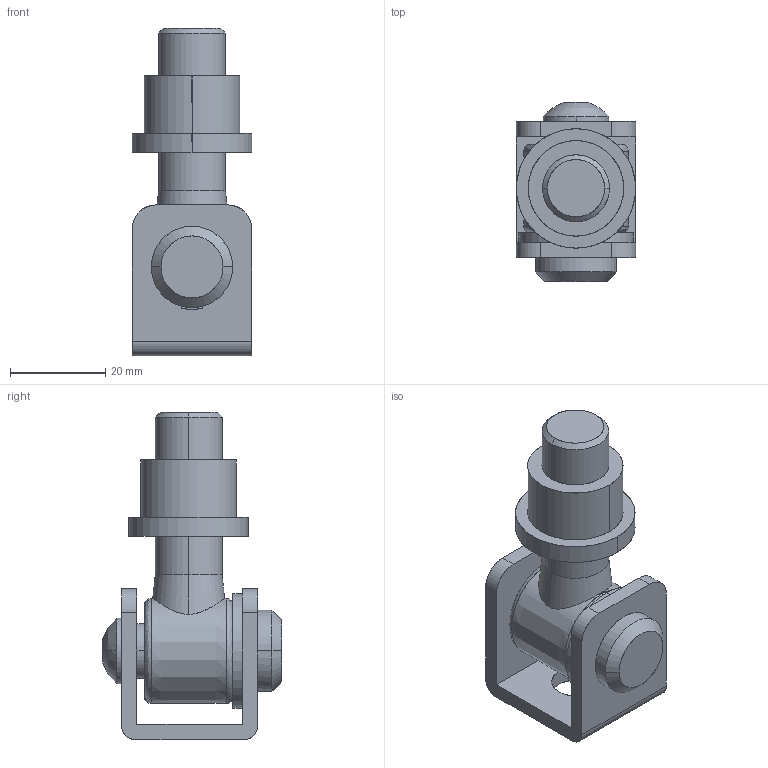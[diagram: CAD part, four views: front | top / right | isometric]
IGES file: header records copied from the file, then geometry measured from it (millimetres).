
Start section: SolidWorks IGES file using analytic representation for surfaces
Global section: file name: 120-M14-VA.IGS; native system: SolidWorks 2015; preprocessor: SolidWorks 2015; author: Christian; date: 200317.123959; units: millimetre
Bounding box: 25 x 37.5 x 68.6 mm (x, y, z)
Surface area: 14442.4 mm2 (no closed solid volume)
Topology: 0 solids, 0 shells, 318 faces, 3462 edges, 3458 vertices
Faces by surface type: bspline 250, revolution 68
